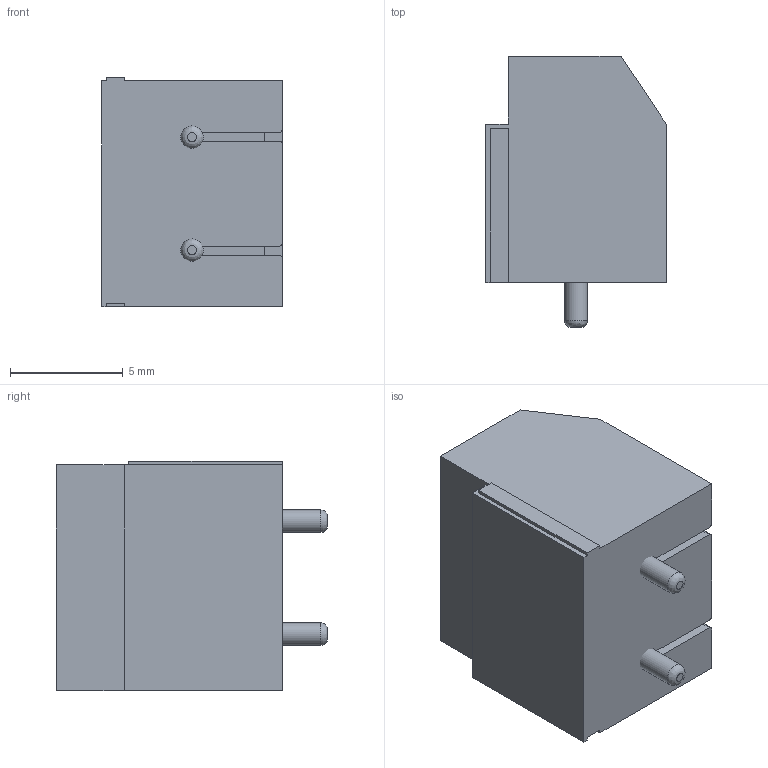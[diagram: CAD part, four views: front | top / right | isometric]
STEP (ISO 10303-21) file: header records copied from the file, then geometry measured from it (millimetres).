
FILE_DESCRIPTION(/* description */ (''),/* implementation_level */ '2;1');
FILE_NAME(/* name */ 'Screw Terminal Block 2 Way 5mm.step',/* time_stamp */ '2018-12-14T00:40:59+11:00',/* author */ ('austfox'),/* organization */ (''),/* preprocessor_version */ 'ST-DEVELOPER v17.2',/* originating_system */ 'Autodesk Translation Framework v7.6.0.251',/* authorisation */ '');
FILE_SCHEMA (('AUTOMOTIVE_DESIGN { 1 0 10303 214 3 1 1 }'));
Length unit declared in the file: millimetre
Products named in the file (1): Terminal
Bounding box: 8 x 12 x 10.15 mm (x, y, z)
Volume: 636 mm3; surface area: 1081 mm2
Topology: 7 solids, 7 shells, 81 faces, 202 edges, 137 vertices
Faces by surface type: plane 63, cylinder 12, torus 4, bspline 2
Full cylindrical faces by diameter (mm): 1 x2, 2.837 x1, 2.84 x1, 3.2 x2, 3.65 x2
Entity records: 2563 total; most frequent: CARTESIAN_POINT 545, ORIENTED_EDGE 404, DIRECTION 403, EDGE_CURVE 202, LINE 145, VECTOR 145, VERTEX_POINT 137, AXIS2_PLACEMENT_3D 129
